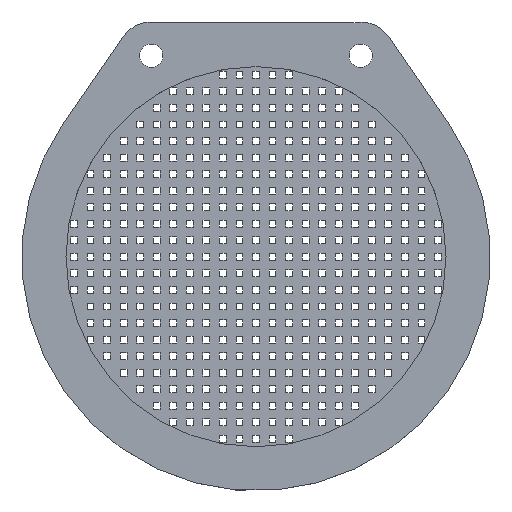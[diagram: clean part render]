
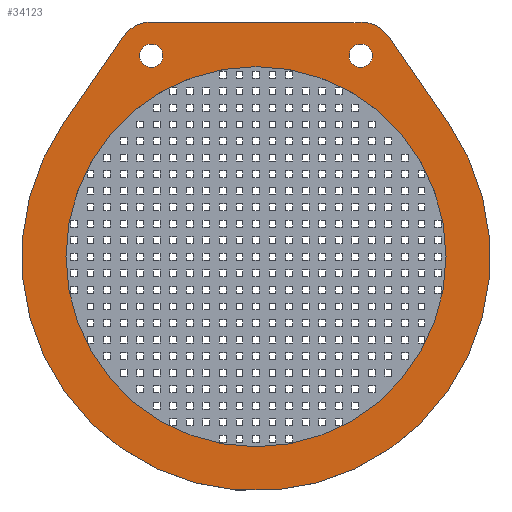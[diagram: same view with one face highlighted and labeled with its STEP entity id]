
A CAD part, top view. The second image highlights one B-rep face of the part: STEP entity #34123.
In plain terms, the highlighted planar face has unit normal (0, 0, 1).
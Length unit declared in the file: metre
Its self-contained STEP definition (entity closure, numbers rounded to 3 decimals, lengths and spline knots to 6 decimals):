
#21=LINE('',#45643,#4864);
#26=LINE('',#45655,#4869);
#29=LINE('',#45665,#4872);
#4864=VECTOR('',#37448,1.);
#4869=VECTOR('',#37459,1.);
#4872=VECTOR('',#37470,1.);
#9703=PLANE('',#35784);
#11390=ORIENTED_EDGE('',*,*,#21105,.T.);
#11391=ORIENTED_EDGE('',*,*,#21108,.T.);
#11392=ORIENTED_EDGE('',*,*,#21111,.F.);
#11393=ORIENTED_EDGE('',*,*,#21114,.T.);
#11394=ORIENTED_EDGE('',*,*,#21116,.F.);
#11395=ORIENTED_EDGE('',*,*,#21118,.T.);
#11396=ORIENTED_EDGE('',*,*,#21078,.F.);
#11397=ORIENTED_EDGE('',*,*,#21076,.F.);
#11398=ORIENTED_EDGE('',*,*,#21119,.F.);
#21076=EDGE_CURVE('',#25948,#25948,#29198,.T.);
#21078=EDGE_CURVE('',#25950,#25950,#29200,.T.);
#21105=EDGE_CURVE('',#25975,#25974,#21,.T.);
#21108=EDGE_CURVE('',#25974,#25976,#29209,.T.);
#21111=EDGE_CURVE('',#25978,#25976,#26,.T.);
#21114=EDGE_CURVE('',#25978,#25980,#29211,.T.);
#21116=EDGE_CURVE('',#25981,#25980,#29,.T.);
#21118=EDGE_CURVE('',#25981,#25975,#29212,.T.);
#21119=EDGE_CURVE('',#25982,#25982,#29213,.T.);
#25948=VERTEX_POINT('',#45554);
#25950=VERTEX_POINT('',#45559);
#25974=VERTEX_POINT('',#45642);
#25975=VERTEX_POINT('',#45644);
#25976=VERTEX_POINT('',#45648);
#25978=VERTEX_POINT('',#45654);
#25980=VERTEX_POINT('',#45660);
#25981=VERTEX_POINT('',#45664);
#25982=VERTEX_POINT('',#45671);
#29198=CIRCLE('',#35757,0.002125);
#29200=CIRCLE('',#35760,0.002125);
#29209=CIRCLE('',#35773,0.04245);
#29211=CIRCLE('',#35777,0.006125);
#29212=CIRCLE('',#35780,0.006125);
#29213=CIRCLE('',#35782,0.03445);
#29233=EDGE_LOOP('',(#11390,#11391,#11392,#11393,#11394,#11395));
#29234=EDGE_LOOP('',(#11396));
#29235=EDGE_LOOP('',(#11397));
#29236=EDGE_LOOP('',(#11398));
#31677=FACE_BOUND('',#29233,.T.);
#31678=FACE_BOUND('',#29234,.T.);
#31679=FACE_BOUND('',#29235,.T.);
#31680=FACE_BOUND('',#29236,.T.);
#34123=ADVANCED_FACE('',(#31677,#31678,#31679,#31680),#9703,.T.);
#35757=AXIS2_PLACEMENT_3D('',#45553,#37410,#37411);
#35760=AXIS2_PLACEMENT_3D('',#45558,#37416,#37417);
#35773=AXIS2_PLACEMENT_3D('',#45649,#37453,#37454);
#35777=AXIS2_PLACEMENT_3D('',#45661,#37465,#37466);
#35780=AXIS2_PLACEMENT_3D('',#45668,#37474,#37475);
#35782=AXIS2_PLACEMENT_3D('',#45670,#37478,#37479);
#35784=AXIS2_PLACEMENT_3D('',#45674,#37482,#37483);
#37410=DIRECTION('',(0.,0.,1.));
#37411=DIRECTION('',(1.,0.,0.));
#37416=DIRECTION('',(0.,0.,1.));
#37417=DIRECTION('',(1.,0.,0.));
#37448=DIRECTION('',(-0.568,-0.823,0.));
#37453=DIRECTION('',(0.,0.,1.));
#37454=DIRECTION('',(1.,0.,0.));
#37459=DIRECTION('',(0.568,-0.823,0.));
#37465=DIRECTION('',(0.,0.,1.));
#37466=DIRECTION('',(1.,0.,0.));
#37470=DIRECTION('',(1.,-0.005,0.));
#37474=DIRECTION('',(0.,0.,1.));
#37475=DIRECTION('',(1.,0.,0.));
#37478=DIRECTION('',(0.,0.,1.));
#37479=DIRECTION('',(1.,0.,0.));
#37482=DIRECTION('',(0.,0.,1.));
#37483=DIRECTION('',(1.,0.,0.));
#45553=CARTESIAN_POINT('',(0.019,0.036416,0.0025));
#45554=CARTESIAN_POINT('',(0.021125,0.036416,0.0025));
#45558=CARTESIAN_POINT('',(-0.019,0.036416,0.0025));
#45559=CARTESIAN_POINT('',(-0.016875,0.036416,0.0025));
#45642=CARTESIAN_POINT('',(-0.034934,0.024117,0.0025));
#45643=CARTESIAN_POINT('',(-0.029487,0.032007,0.0025));
#45644=CARTESIAN_POINT('',(-0.024041,0.039896,0.0025));
#45648=CARTESIAN_POINT('',(0.034934,0.024117,0.0025));
#45649=CARTESIAN_POINT('',(0.,0.,0.0025));
#45654=CARTESIAN_POINT('',(0.024041,0.039896,0.0025));
#45655=CARTESIAN_POINT('',(0.029487,0.032007,0.0025));
#45660=CARTESIAN_POINT('',(0.017546,0.042366,0.0025));
#45661=CARTESIAN_POINT('',(0.019,0.036416,0.0025));
#45664=CARTESIAN_POINT('',(-0.018971,0.042541,0.0025));
#45665=CARTESIAN_POINT('',(-0.009384,0.042495,0.0025));
#45668=CARTESIAN_POINT('',(-0.019,0.036416,0.0025));
#45670=CARTESIAN_POINT('',(0.,0.,0.0025));
#45671=CARTESIAN_POINT('',(0.03445,0.,0.0025));
#45674=CARTESIAN_POINT('',(0.,0.000046,0.0025));
